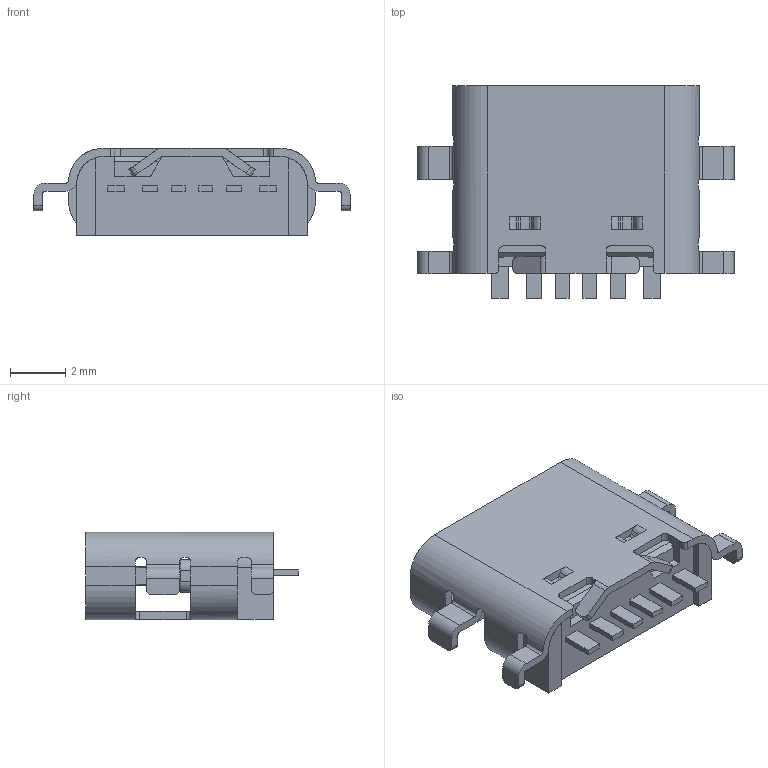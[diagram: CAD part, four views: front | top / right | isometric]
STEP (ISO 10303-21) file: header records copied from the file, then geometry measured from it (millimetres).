
FILE_DESCRIPTION(('FreeCAD Model'),'2;1');
FILE_NAME('Open CASCADE Shape Model','2025-05-07T00:30:07',('Author'),( ''),'Open CASCADE STEP processor 7.8','FreeCAD','Unknown');
FILE_SCHEMA(('AUTOMOTIVE_DESIGN { 1 0 10303 214 1 1 1 1 }'));
Length unit declared in the file: millimetre
Products named in the file (1): Compound
Bounding box: 11.45 x 7.7 x 3.16 mm (x, y, z)
Volume: 97 mm3; surface area: 421.5 mm2
Topology: 1 solids, 1 shells, 605 faces, 1735 edges, 1138 vertices
Faces by surface type: plane 449, cylinder 138, cone 12, torus 4, bspline 2
Entity records: 19962 total; most frequent: CARTESIAN_POINT 3944, ORIENTED_EDGE 3470, DIRECTION 3166, EDGE_CURVE 1735, LINE 1362, VECTOR 1362, VERTEX_POINT 1138, AXIS2_PLACEMENT_3D 902
